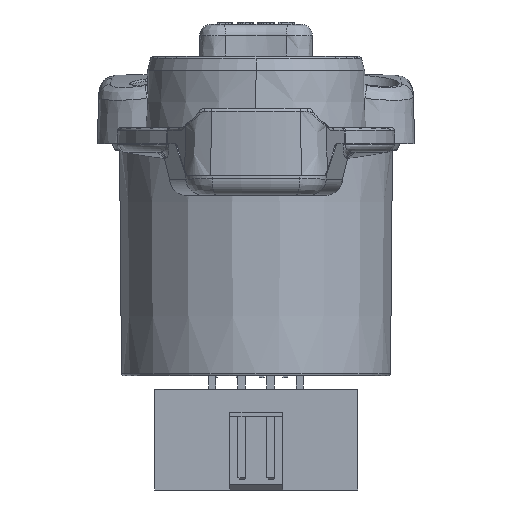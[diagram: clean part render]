
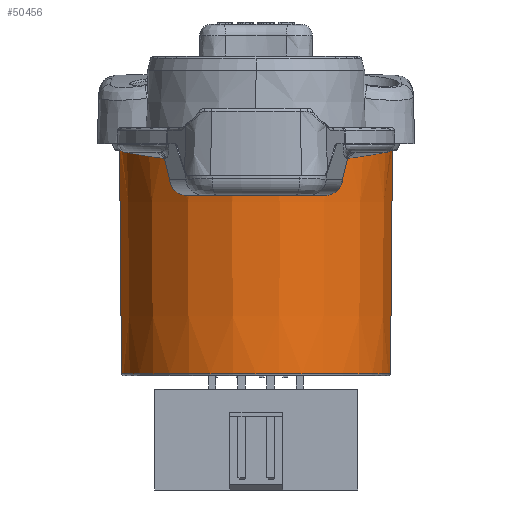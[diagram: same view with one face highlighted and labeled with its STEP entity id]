
A CAD part, front view. The second image highlights one B-rep face of the part: STEP entity #50456.
In plain terms, the highlighted conical face has half-angle 0.5 degrees and reference radius 11.813 mm.
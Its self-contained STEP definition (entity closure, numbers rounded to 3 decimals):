
#18521=DIRECTION('',(-0.009,0.,-1.));
#18522=VECTOR('',#18521,19.802);
#18523=CARTESIAN_POINT('',(11.898,0.,-1.7));
#18524=LINE('',#18523,#18522);
#18832=CARTESIAN_POINT('',(0.,0.,-1.5));
#18833=DIRECTION('',(0.,0.,1.));
#18834=DIRECTION('',(-0.878,-0.478,0.));
#18835=AXIS2_PLACEMENT_3D('',#18832,#18833,#18834);
#18837=CARTESIAN_POINT('',(10.458,-5.674,-1.7));
#18838=CARTESIAN_POINT('',(10.457,-5.676,
-1.678));
#18839=CARTESIAN_POINT('',(10.455,-5.68,
-1.634));
#18840=CARTESIAN_POINT('',(10.453,-5.686,
-1.567));
#18841=CARTESIAN_POINT('',(10.451,-5.69,
-1.522));
#18842=CARTESIAN_POINT('',(10.451,-5.692,-1.5));
#18844=CARTESIAN_POINT('',(0.,0.,-1.7));
#18845=DIRECTION('',(0.,0.,1.));
#18846=DIRECTION('',(0.879,-0.477,0.));
#18847=AXIS2_PLACEMENT_3D('',#18844,#18845,#18846);
#18849=CARTESIAN_POINT('',(0.,0.,-21.502));
#18850=DIRECTION('',(0.,0.,-1.));
#18851=DIRECTION('',(1.,0.,0.));
#18852=AXIS2_PLACEMENT_3D('',#18849,#18850,#18851);
#18854=DIRECTION('',(0.009,0.,-1.));
#18855=VECTOR('',#18854,19.802);
#18856=CARTESIAN_POINT('',(-11.898,0.,-1.7));
#18857=LINE('',#18856,#18855);
#18858=CARTESIAN_POINT('',(0.,0.,-1.7));
#18859=DIRECTION('',(0.,0.,1.));
#18860=DIRECTION('',(-1.,0.,0.));
#18861=AXIS2_PLACEMENT_3D('',#18858,#18859,#18860);
#18863=CARTESIAN_POINT('',(-10.458,-5.674,-1.7));
#18864=CARTESIAN_POINT('',(-10.457,-5.676,
-1.678));
#18865=CARTESIAN_POINT('',(-10.455,-5.68,
-1.634));
#18866=CARTESIAN_POINT('',(-10.453,-5.686,
-1.567));
#18867=CARTESIAN_POINT('',(-10.451,-5.69,
-1.522));
#18868=CARTESIAN_POINT('',(-10.451,-5.692,-1.5));
#21041=CARTESIAN_POINT('',(11.725,0.,-21.502));
#21042=CARTESIAN_POINT('',(-11.725,0.,-21.502));
#21043=VERTEX_POINT('',#21041);
#21044=VERTEX_POINT('',#21042);
#21045=CARTESIAN_POINT('',(11.898,0.,-1.7));
#21046=VERTEX_POINT('',#21045);
#21047=CARTESIAN_POINT('',(-11.898,0.,-1.7));
#21048=VERTEX_POINT('',#21047);
#21136=CARTESIAN_POINT('',(-10.458,-5.674,-1.7));
#21137=VERTEX_POINT('',#21136);
#21138=CARTESIAN_POINT('',(10.458,-5.674,-1.7));
#21139=VERTEX_POINT('',#21138);
#22577=CARTESIAN_POINT('',(10.451,-5.692,-1.5));
#22578=VERTEX_POINT('',#22577);
#22579=CARTESIAN_POINT('',(-10.451,-5.692,-1.5));
#22580=VERTEX_POINT('',#22579);
#50439=CARTESIAN_POINT('',(0.,0.,-11.501));
#50440=DIRECTION('',(0.,0.,1.));
#50441=DIRECTION('',(1.,0.,0.));
#50442=AXIS2_PLACEMENT_3D('',#50439,#50440,#50441);
#50443=CONICAL_SURFACE('',#50442,11.813,0.5);
#50444=ORIENTED_EDGE('',*,*,#26613,.T.);
#50446=ORIENTED_EDGE('',*,*,#50445,.F.);
#50447=ORIENTED_EDGE('',*,*,#50358,.T.);
#50448=ORIENTED_EDGE('',*,*,#50100,.T.);
#50450=ORIENTED_EDGE('',*,*,#50449,.T.);
#50451=ORIENTED_EDGE('',*,*,#50096,.F.);
#50452=ORIENTED_EDGE('',*,*,#50346,.T.);
#50453=ORIENTED_EDGE('',*,*,#50421,.T.);
#50454=EDGE_LOOP('',(#50444,#50446,#50447,#50448,#50450,#50451,#50452,#50453));
#50455=FACE_OUTER_BOUND('',#50454,.F.);
#50456=ADVANCED_FACE('',(#50455),#50443,.T.);
#18836=CIRCLE('',#18835,11.9);
#18843=B_SPLINE_CURVE_WITH_KNOTS('',3,(#18837,#18838,#18839,#18840,#18841,
#18842),.UNSPECIFIED.,.F.,.F.,(4,1,1,4),(0.,0.333,
0.667,1.),.UNSPECIFIED.);
#18848=CIRCLE('',#18847,11.898);
#18853=CIRCLE('',#18852,11.725);
#18862=CIRCLE('',#18861,11.898);
#18869=B_SPLINE_CURVE_WITH_KNOTS('',3,(#18863,#18864,#18865,#18866,#18867,
#18868),.UNSPECIFIED.,.F.,.F.,(4,1,1,4),(0.,0.333,
0.667,1.),.UNSPECIFIED.);
#26613=EDGE_CURVE('',#22580,#22578,#18836,.T.);
#50096=EDGE_CURVE('',#21048,#21044,#18857,.T.);
#50100=EDGE_CURVE('',#21046,#21043,#18524,.T.);
#50346=EDGE_CURVE('',#21048,#21137,#18862,.T.);
#50358=EDGE_CURVE('',#21139,#21046,#18848,.T.);
#50421=EDGE_CURVE('',#21137,#22580,#18869,.T.);
#50445=EDGE_CURVE('',#21139,#22578,#18843,.T.);
#50449=EDGE_CURVE('',#21043,#21044,#18853,.T.);
